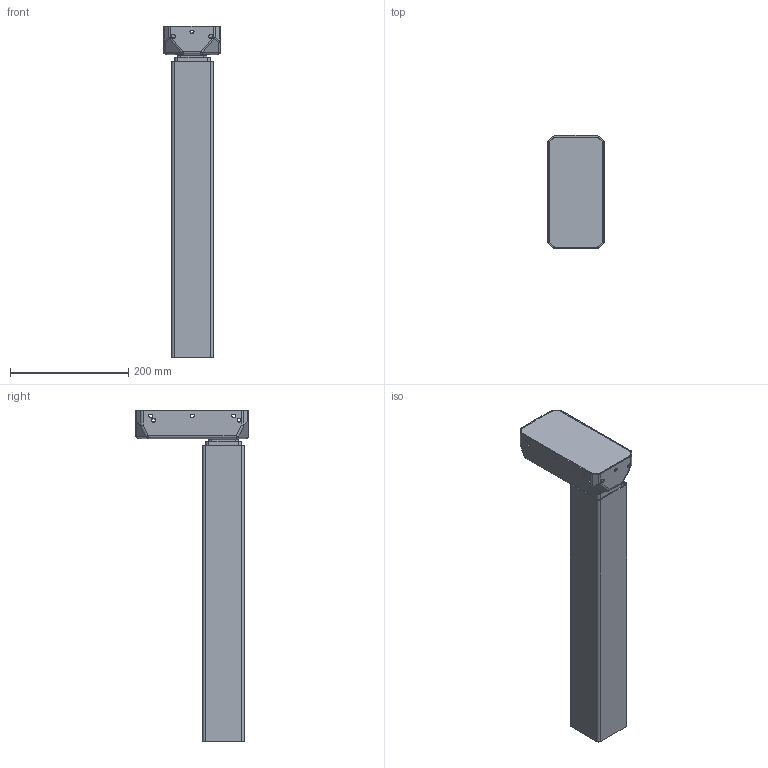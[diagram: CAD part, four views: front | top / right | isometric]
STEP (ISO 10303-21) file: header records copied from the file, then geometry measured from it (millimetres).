
FILE_DESCRIPTION((''),'2;1');
FILE_NAME('D8-3-2MM_ASM_1_ASM_1_ASM_1_ASM','2020-01-03T10:51:42',('Administrator'),('捷昌驱动'),'CREO PARAMETRIC BY PTC INC, 2018500','CREO PARAMETRIC BY PTC INC, 2018500','');
FILE_SCHEMA(('CONFIG_CONTROL_DESIGN'));
Length unit declared in the file: millimetre
Products named in the file (10): PRT1288_2_1_1; PRT1291_2_1_1; ASM0200_ASM_ASM_2_ASM_1_ASM_1_ASM; ASM0199_ASM_ASM_2_ASM_1_ASM_1_ASM; ASM0198_ASM_ASM_2_ASM_1_ASM_1_ASM; PRT1305_2_1_1; ASM0197_ASM_ASM_2_ASM_1_ASM_1_ASM; 5002_2_1_1; DINGBAN_1_1_1; D8-3-2MM_ASM_1_ASM_1_ASM_1_ASM
Assembly tree (9 placements, depth 6):
  D8-3-2MM_ASM_1_ASM_1_ASM_1_ASM
    ASM0197_ASM_ASM_2_ASM_1_ASM_1_ASM
      ASM0198_ASM_ASM_2_ASM_1_ASM_1_ASM
        PRT1288_2_1_1
        ASM0199_ASM_ASM_2_ASM_1_ASM_1_ASM
          ASM0200_ASM_ASM_2_ASM_1_ASM_1_ASM
            PRT1291_2_1_1
      PRT1305_2_1_1
    5002_2_1_1
    DINGBAN_1_1_1
Bounding box: 96 x 190.75 x 560 mm (x, y, z)
Volume: 802746.2 mm3; surface area: 794037.6 mm2
Topology: 5 solids, 5 shells, 342 faces, 973 edges, 611 vertices
Faces by surface type: cylinder 152, plane 140, sphere 32, torus 10, cone 4, bspline 4
Entity records: 11482 total; most frequent: CARTESIAN_POINT 2150, DIRECTION 2024, ORIENTED_EDGE 1882, EDGE_CURVE 941, AXIS2_PLACEMENT_3D 750, VERTEX_POINT 611, VECTOR 524, LINE 524
